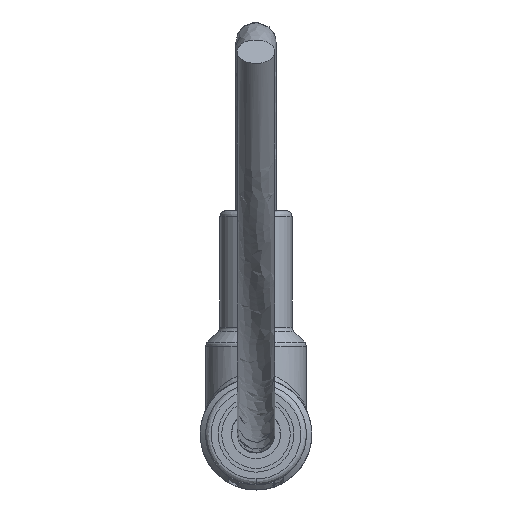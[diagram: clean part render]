
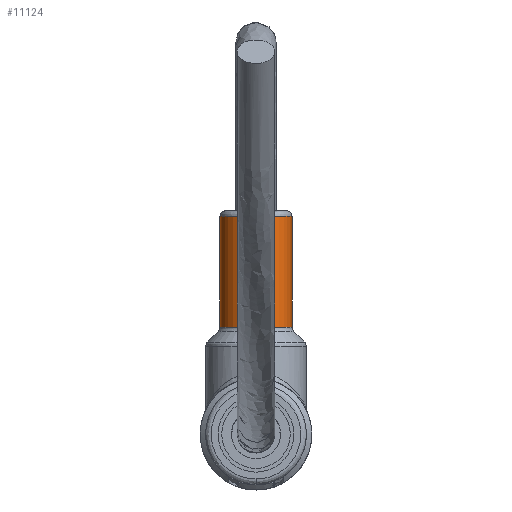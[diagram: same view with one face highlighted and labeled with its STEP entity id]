
A CAD part, front view. The second image highlights one B-rep face of the part: STEP entity #11124.
In plain terms, the highlighted cylindrical face has radius 3.225 mm (diameter 6.45 mm), a partial arc.
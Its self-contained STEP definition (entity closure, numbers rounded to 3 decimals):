
#24 = CARTESIAN_POINT ( 'NONE',  ( 0., 0., 0. ) ) ;
#1668 = DIRECTION ( 'NONE',  ( 0., 0., -1. ) ) ;
#2236 = AXIS2_PLACEMENT_3D ( 'NONE', #24, #8033, #15841 ) ;
#2876 = VERTEX_POINT ( 'NONE', #5350 ) ;
#2914 = CARTESIAN_POINT ( 'NONE',  ( 3.225, 0., -0.5 ) ) ;
#4036 = DIRECTION ( 'NONE',  ( -1., 0., 0. ) ) ;
#4329 = CARTESIAN_POINT ( 'NONE',  ( -3.225, 0., -10.418 ) ) ;
#5350 = CARTESIAN_POINT ( 'NONE',  ( -3.225, 0., -0.5 ) ) ;
#5983 = CIRCLE ( 'NONE', #9711, 3.225 ) ;
#6707 = DIRECTION ( 'NONE',  ( 0., 0., -1. ) ) ;
#7490 = ORIENTED_EDGE ( 'NONE', *, *, #20164, .F. ) ;
#8033 = DIRECTION ( 'NONE',  ( 0., 0., -1. ) ) ;
#8346 = EDGE_CURVE ( 'NONE', #2876, #20845, #8911, .T. ) ;
#8911 = LINE ( 'NONE', #9295, #24801 ) ;
#9295 = CARTESIAN_POINT ( 'NONE',  ( -3.225, 0., 0. ) ) ;
#9312 = EDGE_LOOP ( 'NONE', ( #21331, #16248, #24847, #7490 ) ) ;
#9555 = CARTESIAN_POINT ( 'NONE',  ( 0., 0., -10.418 ) ) ;
#9711 = AXIS2_PLACEMENT_3D ( 'NONE', #9555, #1668, #24834 ) ;
#10416 = CARTESIAN_POINT ( 'NONE',  ( 3.225, 0., -10.418 ) ) ;
#11124 = ADVANCED_FACE ( 'NONE', ( #19587 ), #21514, .T. ) ;
#12413 = VERTEX_POINT ( 'NONE', #2914 ) ;
#14492 = DIRECTION ( 'NONE',  ( 0., 0., -1. ) ) ;
#14620 = CARTESIAN_POINT ( 'NONE',  ( 3.225, 0., 0. ) ) ;
#15841 = DIRECTION ( 'NONE',  ( -1., 0., 0. ) ) ;
#16059 = VECTOR ( 'NONE', #14492, 1000. ) ;
#16248 = ORIENTED_EDGE ( 'NONE', *, *, #16393, .T. ) ;
#16393 = EDGE_CURVE ( 'NONE', #12413, #2876, #17647, .T. ) ;
#17647 = CIRCLE ( 'NONE', #21771, 3.225 ) ;
#18032 = VERTEX_POINT ( 'NONE', #10416 ) ;
#19587 = FACE_OUTER_BOUND ( 'NONE', #9312, .T. ) ;
#19751 = DIRECTION ( 'NONE',  ( 0., 0., -1. ) ) ;
#20164 = EDGE_CURVE ( 'NONE', #18032, #20845, #5983, .T. ) ;
#20845 = VERTEX_POINT ( 'NONE', #4329 ) ;
#20859 = EDGE_CURVE ( 'NONE', #12413, #18032, #21964, .T. ) ;
#21331 = ORIENTED_EDGE ( 'NONE', *, *, #20859, .F. ) ;
#21514 = CYLINDRICAL_SURFACE ( 'NONE', #2236, 3.225 ) ;
#21678 = CARTESIAN_POINT ( 'NONE',  ( 0., 0., -0.5 ) ) ;
#21771 = AXIS2_PLACEMENT_3D ( 'NONE', #21678, #19751, #4036 ) ;
#21964 = LINE ( 'NONE', #14620, #16059 ) ;
#24801 = VECTOR ( 'NONE', #6707, 1000. ) ;
#24834 = DIRECTION ( 'NONE',  ( 1., 0., 0. ) ) ;
#24847 = ORIENTED_EDGE ( 'NONE', *, *, #8346, .T. ) ;
